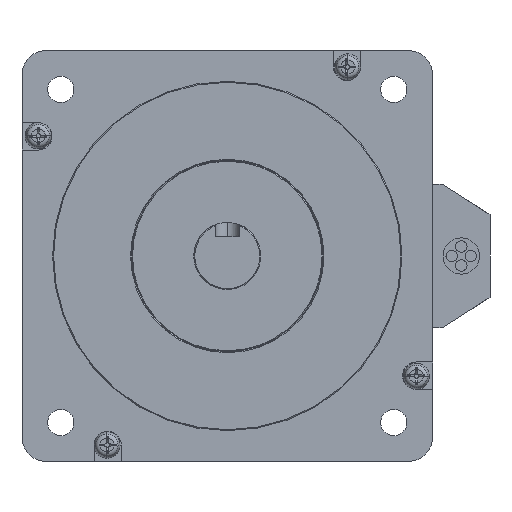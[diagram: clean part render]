
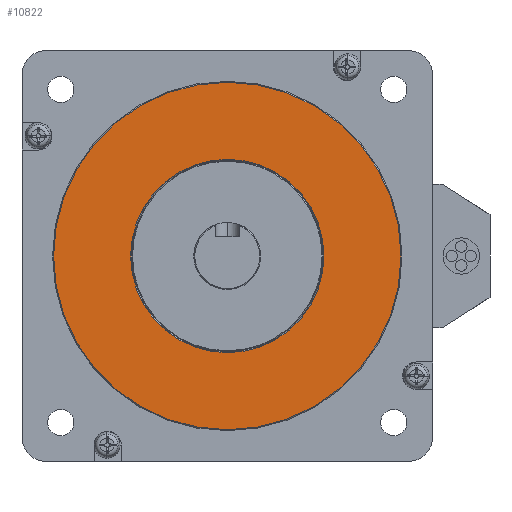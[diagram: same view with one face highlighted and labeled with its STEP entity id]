
A CAD part, left-side view. The second image highlights one B-rep face of the part: STEP entity #10822.
In plain terms, the highlighted planar face has unit normal (-1, 0, 0).
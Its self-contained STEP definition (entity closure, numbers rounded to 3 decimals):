
#187 = DIRECTION ( 'NONE',  ( -1., 0., 0. ) ) ;
#1047 = EDGE_CURVE ( 'NONE', #4083, #10603, #10474, .T. ) ;
#1268 = CARTESIAN_POINT ( 'NONE',  ( -1.5, 36.3, 0. ) ) ;
#1331 = CARTESIAN_POINT ( 'NONE',  ( -1.5, 36.5, 0. ) ) ;
#1462 = EDGE_CURVE ( 'NONE', #9530, #7459, #16373, .T. ) ;
#1646 = CARTESIAN_POINT ( 'NONE',  ( -1.5, 0., 0. ) ) ;
#1727 = EDGE_LOOP ( 'NONE', ( #18004, #3612 ) ) ;
#1861 = CARTESIAN_POINT ( 'NONE',  ( -1.5, 0., 0. ) ) ;
#3138 = DIRECTION ( 'NONE',  ( 0., -1., 0. ) ) ;
#3612 = ORIENTED_EDGE ( 'NONE', *, *, #6155, .T. ) ;
#3907 = CIRCLE ( 'NONE', #14293, 20.2 ) ;
#4083 = VERTEX_POINT ( 'NONE', #1268 ) ;
#4557 = AXIS2_PLACEMENT_3D ( 'NONE', #6266, #4826, #13513 ) ;
#4826 = DIRECTION ( 'NONE',  ( -1., 0., 0. ) ) ;
#6155 = EDGE_CURVE ( 'NONE', #10603, #4083, #8834, .T. ) ;
#6266 = CARTESIAN_POINT ( 'NONE',  ( -1.5, 0., 0. ) ) ;
#6957 = CARTESIAN_POINT ( 'NONE',  ( -1.5, 0., -20.2 ) ) ;
#7246 = AXIS2_PLACEMENT_3D ( 'NONE', #7285, #11559, #3138 ) ;
#7285 = CARTESIAN_POINT ( 'NONE',  ( -1.5, 0., 0. ) ) ;
#7459 = VERTEX_POINT ( 'NONE', #6957 ) ;
#7537 = DIRECTION ( 'NONE',  ( 0., -1., 0. ) ) ;
#7805 = AXIS2_PLACEMENT_3D ( 'NONE', #1861, #187, #7537 ) ;
#7833 = CARTESIAN_POINT ( 'NONE',  ( -1.5, -36.3, 0. ) ) ;
#8548 = DIRECTION ( 'NONE',  ( -1., 0., 0. ) ) ;
#8834 = CIRCLE ( 'NONE', #7246, 36.3 ) ;
#9530 = VERTEX_POINT ( 'NONE', #11642 ) ;
#9692 = FACE_OUTER_BOUND ( 'NONE', #1727, .T. ) ;
#10474 = CIRCLE ( 'NONE', #7805, 36.3 ) ;
#10603 = VERTEX_POINT ( 'NONE', #7833 ) ;
#10812 = FACE_BOUND ( 'NONE', #18401, .T. ) ;
#10822 = ADVANCED_FACE ( 'NONE', ( #9692, #10812 ), #18386, .T. ) ;
#11559 = DIRECTION ( 'NONE',  ( -1., 0., 0. ) ) ;
#11602 = DIRECTION ( 'NONE',  ( -1., 0., 0. ) ) ;
#11642 = CARTESIAN_POINT ( 'NONE',  ( -1.5, 0., 20.2 ) ) ;
#13513 = DIRECTION ( 'NONE',  ( 0., 0., 1. ) ) ;
#14293 = AXIS2_PLACEMENT_3D ( 'NONE', #1646, #11602, #14626 ) ;
#14626 = DIRECTION ( 'NONE',  ( 0., 0., 1. ) ) ;
#15028 = AXIS2_PLACEMENT_3D ( 'NONE', #1331, #8548, #16985 ) ;
#15782 = ORIENTED_EDGE ( 'NONE', *, *, #1462, .F. ) ;
#16144 = ORIENTED_EDGE ( 'NONE', *, *, #17631, .F. ) ;
#16373 = CIRCLE ( 'NONE', #4557, 20.2 ) ;
#16985 = DIRECTION ( 'NONE',  ( 0., -1., 0. ) ) ;
#17631 = EDGE_CURVE ( 'NONE', #7459, #9530, #3907, .T. ) ;
#18004 = ORIENTED_EDGE ( 'NONE', *, *, #1047, .T. ) ;
#18386 = PLANE ( 'NONE',  #15028 ) ;
#18401 = EDGE_LOOP ( 'NONE', ( #15782, #16144 ) ) ;
